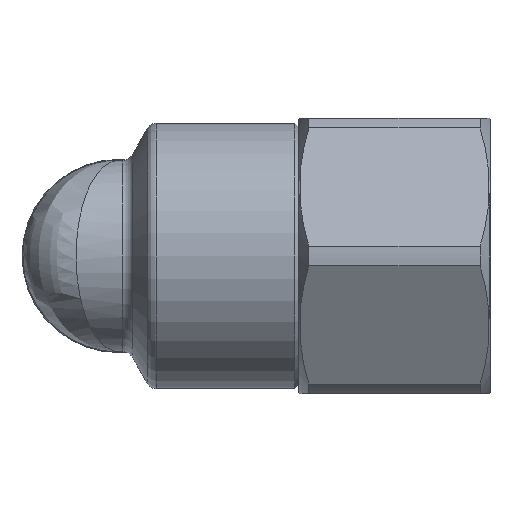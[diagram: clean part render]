
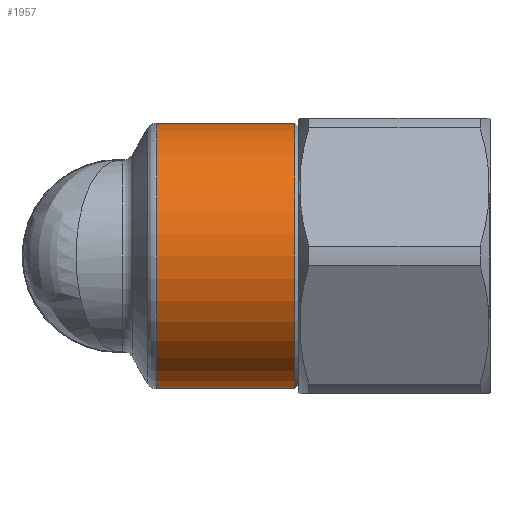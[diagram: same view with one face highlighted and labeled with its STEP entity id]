
A CAD part, left-side view. The second image highlights one B-rep face of the part: STEP entity #1957.
In plain terms, the highlighted cylindrical face has radius 6.25 mm (diameter 12.5 mm), a partial arc.
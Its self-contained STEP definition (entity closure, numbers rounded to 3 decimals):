
#22 = DIRECTION ( 'NONE',  ( 0., 0., 1. ) ) ;
#559 = DIRECTION ( 'NONE',  ( 0., 1., 0. ) ) ;
#560 = AXIS2_PLACEMENT_3D ( 'NONE', #577, #559, #22 ) ;
#561 = CIRCLE ( 'NONE', #560, 6.25 ) ;
#577 = CARTESIAN_POINT ( 'NONE',  ( 0., -8.3, 0. ) ) ;
#587 = DIRECTION ( 'NONE',  ( 0., 0., 1. ) ) ;
#590 = DIRECTION ( 'NONE',  ( 0., 1., 0. ) ) ;
#591 = CARTESIAN_POINT ( 'NONE',  ( 0., 5.805, 0. ) ) ;
#592 = AXIS2_PLACEMENT_3D ( 'NONE', #591, #590, #587 ) ;
#593 = CYLINDRICAL_SURFACE ( 'NONE', #592, 6.25 ) ;
#594 = FACE_OUTER_BOUND ( 'NONE', #1950, .T. ) ;
#1484 = VERTEX_POINT ( 'NONE', #2809 ) ;
#1526 = VERTEX_POINT ( 'NONE', #2472 ) ;
#1541 = VERTEX_POINT ( 'NONE', #2503 ) ;
#1589 = EDGE_CURVE ( 'NONE', #1526, #1593, #2587, .T. ) ;
#1593 = VERTEX_POINT ( 'NONE', #2593 ) ;
#1602 = EDGE_CURVE ( 'NONE', #1541, #1593, #2609, .T. ) ;
#1606 = EDGE_CURVE ( 'NONE', #1484, #1526, #2623, .T. ) ;
#1945 = ORIENTED_EDGE ( 'NONE', *, *, #1606, .T. ) ;
#1950 = EDGE_LOOP ( 'NONE', ( #1958, #1954, #1945, #1956 ) ) ;
#1954 = ORIENTED_EDGE ( 'NONE', *, *, #1955, .T. ) ;
#1955 = EDGE_CURVE ( 'NONE', #1541, #1484, #561, .T. ) ;
#1956 = ORIENTED_EDGE ( 'NONE', *, *, #1589, .T. ) ;
#1957 = ADVANCED_FACE ( 'NONE', ( #594 ), #593, .T. ) ;
#1958 = ORIENTED_EDGE ( 'NONE', *, *, #1602, .F. ) ;
#2472 = CARTESIAN_POINT ( 'NONE',  ( 0., -1.789, 6.25 ) ) ;
#2503 = CARTESIAN_POINT ( 'NONE',  ( 0., -8.3, -6.25 ) ) ;
#2587 = CIRCLE ( 'NONE', #2605, 6.25 ) ;
#2593 = CARTESIAN_POINT ( 'NONE',  ( 0., -1.789, -6.25 ) ) ;
#2595 = DIRECTION ( 'NONE',  ( 0., 0., -1. ) ) ;
#2596 = DIRECTION ( 'NONE',  ( 0., -1., 0. ) ) ;
#2597 = CARTESIAN_POINT ( 'NONE',  ( 0., -1.789, 0. ) ) ;
#2605 = AXIS2_PLACEMENT_3D ( 'NONE', #2597, #2596, #2595 ) ;
#2609 = LINE ( 'NONE', #2626, #2633 ) ;
#2620 = DIRECTION ( 'NONE',  ( 0., 1., 0. ) ) ;
#2621 = VECTOR ( 'NONE', #2620, 1000. ) ;
#2622 = CARTESIAN_POINT ( 'NONE',  ( 0., 5.805, 6.25 ) ) ;
#2623 = LINE ( 'NONE', #2622, #2621 ) ;
#2625 = DIRECTION ( 'NONE',  ( 0., 1., 0. ) ) ;
#2626 = CARTESIAN_POINT ( 'NONE',  ( 0., 5.805, -6.25 ) ) ;
#2633 = VECTOR ( 'NONE', #2625, 1000. ) ;
#2809 = CARTESIAN_POINT ( 'NONE',  ( 0., -8.3, 6.25 ) ) ;
